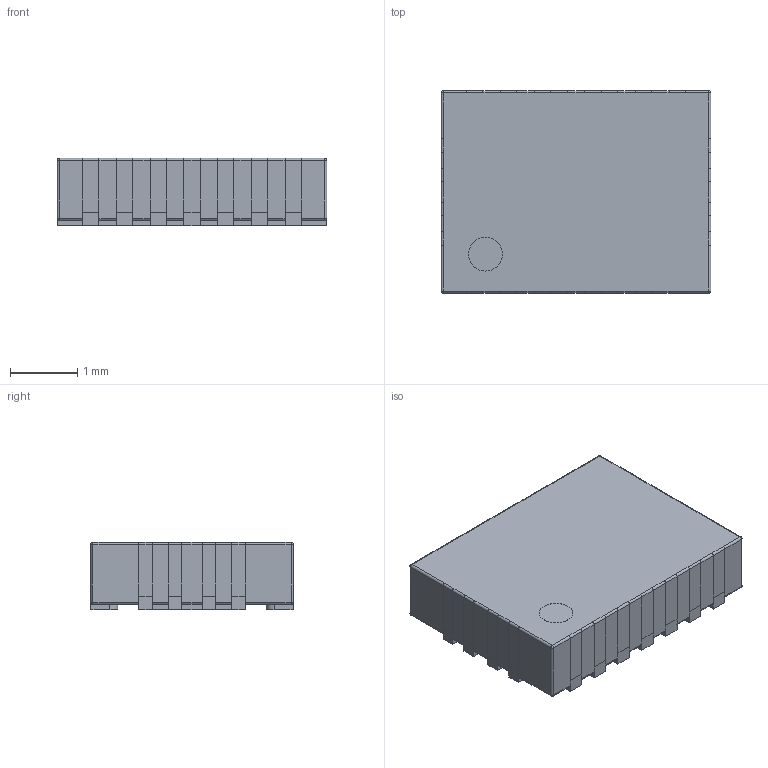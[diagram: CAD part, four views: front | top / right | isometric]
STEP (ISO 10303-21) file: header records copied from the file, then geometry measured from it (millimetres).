
FILE_DESCRIPTION(/* description */ (''),/* implementation_level */ '2;1');
FILE_NAME(/* name */ 'TI - VSON-14 - DSJ.step',/* time_stamp */ '2020-07-27T22:06:50+01:00',/* author */ (''),/* organization */ (''),/* preprocessor_version */ 'ST-DEVELOPER v18.1',/* originating_system */ 'Autodesk Translation Framework v9.3.0.1241',/* authorisation */ '');
FILE_SCHEMA (('AUTOMOTIVE_DESIGN { 1 0 10303 214 3 1 1 }'));
Length unit declared in the file: millimetre
Products named in the file (1): TI - VSON-14 - DSJ
Bounding box: 4 x 3 x 1 mm (x, y, z)
Volume: 11.6 mm3; surface area: 39.3 mm2
Topology: 1 solids, 1 shells, 244 faces, 611 edges, 370 vertices
Faces by surface type: plane 143, cylinder 93, sphere 8
Full cylindrical faces by diameter (mm): 0.5 x1
Entity records: 7275 total; most frequent: DIRECTION 1243, CARTESIAN_POINT 1226, ORIENTED_EDGE 1222, EDGE_CURVE 611, LINE 469, VECTOR 469, AXIS2_PLACEMENT_3D 387, VERTEX_POINT 370
